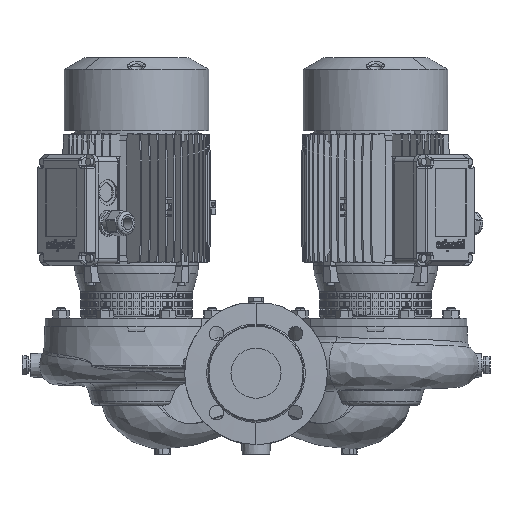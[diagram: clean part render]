
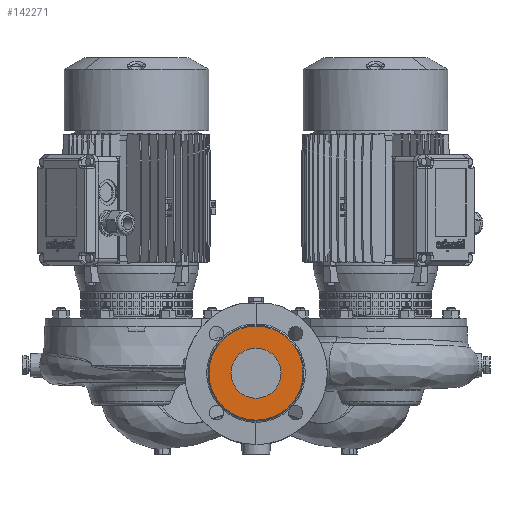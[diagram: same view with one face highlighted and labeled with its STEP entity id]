
A CAD part, top view. The second image highlights one B-rep face of the part: STEP entity #142271.
In plain terms, the highlighted face is planar.
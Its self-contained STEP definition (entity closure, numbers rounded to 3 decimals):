
#3357 = CARTESIAN_POINT ( 'NONE',  ( 0., 170., 43. ) ) ;
#10704 = AXIS2_PLACEMENT_3D ( 'NONE', #109115, #163183, #174071 ) ;
#10908 = CARTESIAN_POINT ( 'NONE',  ( 0., 170., 10.5 ) ) ;
#11536 = DIRECTION ( 'NONE',  ( 0., 0., 1. ) ) ;
#14911 = AXIS2_PLACEMENT_3D ( 'NONE', #147465, #133936, #125689 ) ;
#22285 = CIRCLE ( 'NONE', #10704, 32.5 ) ;
#23374 = DIRECTION ( 'NONE',  ( 0., 1., 0. ) ) ;
#24371 = AXIS2_PLACEMENT_3D ( 'NONE', #63938, #23374, #134216 ) ;
#28635 = AXIS2_PLACEMENT_3D ( 'NONE', #93572, #64759, #11536 ) ;
#33720 = VERTEX_POINT ( 'NONE', #174377 ) ;
#39403 = EDGE_CURVE ( 'NONE', #86081, #61584, #22285, .T. ) ;
#40744 = EDGE_LOOP ( 'NONE', ( #77023, #156785 ) ) ;
#43183 = VERTEX_POINT ( 'NONE', #47614 ) ;
#47614 = CARTESIAN_POINT ( 'NONE',  ( 0., 170., -50.5 ) ) ;
#50379 = CIRCLE ( 'NONE', #24371, 32.5 ) ;
#55434 = FACE_BOUND ( 'NONE', #149489, .T. ) ;
#60621 = EDGE_CURVE ( 'NONE', #43183, #33720, #155814, .T. ) ;
#61584 = VERTEX_POINT ( 'NONE', #109806 ) ;
#62982 = ORIENTED_EDGE ( 'NONE', *, *, #39403, .F. ) ;
#63938 = CARTESIAN_POINT ( 'NONE',  ( 0., 170., 10.5 ) ) ;
#64759 = DIRECTION ( 'NONE',  ( 0., -1., 0. ) ) ;
#77023 = ORIENTED_EDGE ( 'NONE', *, *, #60621, .F. ) ;
#77663 = DIRECTION ( 'NONE',  ( 0., -1., 0. ) ) ;
#77691 = CIRCLE ( 'NONE', #28635, 61. ) ;
#78556 = DIRECTION ( 'NONE',  ( 0., 0., 1. ) ) ;
#86081 = VERTEX_POINT ( 'NONE', #3357 ) ;
#93572 = CARTESIAN_POINT ( 'NONE',  ( 0., 170., 10.5 ) ) ;
#106810 = EDGE_CURVE ( 'NONE', #61584, #86081, #50379, .T. ) ;
#109115 = CARTESIAN_POINT ( 'NONE',  ( 0., 170., 10.5 ) ) ;
#109806 = CARTESIAN_POINT ( 'NONE',  ( 0., 170., -22. ) ) ;
#124165 = AXIS2_PLACEMENT_3D ( 'NONE', #10908, #77663, #78556 ) ;
#125689 = DIRECTION ( 'NONE',  ( 0., 0., 1. ) ) ;
#133936 = DIRECTION ( 'NONE',  ( 0., 1., 0. ) ) ;
#134216 = DIRECTION ( 'NONE',  ( 0., 0., 1. ) ) ;
#142271 = ADVANCED_FACE ( 'NONE', ( #55434, #163611 ), #160961, .T. ) ;
#147465 = CARTESIAN_POINT ( 'NONE',  ( 61.001, 170., 71.501 ) ) ;
#149489 = EDGE_LOOP ( 'NONE', ( #62982, #165603 ) ) ;
#149963 = EDGE_CURVE ( 'NONE', #33720, #43183, #77691, .T. ) ;
#155814 = CIRCLE ( 'NONE', #124165, 61. ) ;
#156785 = ORIENTED_EDGE ( 'NONE', *, *, #149963, .F. ) ;
#160961 = PLANE ( 'NONE',  #14911 ) ;
#163183 = DIRECTION ( 'NONE',  ( 0., 1., 0. ) ) ;
#163611 = FACE_OUTER_BOUND ( 'NONE', #40744, .T. ) ;
#165603 = ORIENTED_EDGE ( 'NONE', *, *, #106810, .F. ) ;
#174071 = DIRECTION ( 'NONE',  ( 0., 0., 1. ) ) ;
#174377 = CARTESIAN_POINT ( 'NONE',  ( 0., 170., 71.5 ) ) ;
